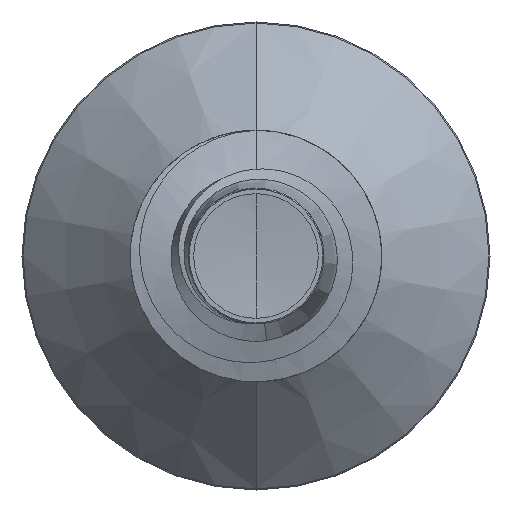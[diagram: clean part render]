
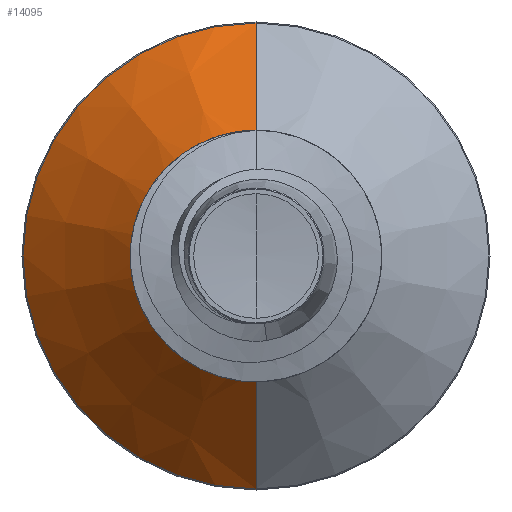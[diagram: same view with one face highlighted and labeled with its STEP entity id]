
A CAD part, front view. The second image highlights one B-rep face of the part: STEP entity #14095.
In plain terms, the highlighted conical face has half-angle 45 degrees and reference radius 2.301 mm.
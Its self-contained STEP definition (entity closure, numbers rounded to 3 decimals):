
#25 = CIRCLE ( 'NONE', #9848, 2.301 ) ;
#933 = AXIS2_PLACEMENT_3D ( 'NONE', #8706, #8662, #8624 ) ;
#1450 = CARTESIAN_POINT ( 'NONE',  ( 0., 7.901, -2.301 ) ) ;
#1659 = VERTEX_POINT ( 'NONE', #6759 ) ;
#1733 = EDGE_CURVE ( 'NONE', #13932, #4956, #10815, .T. ) ;
#1961 = VERTEX_POINT ( 'NONE', #9344 ) ;
#2705 = LINE ( 'NONE', #9345, #8762 ) ;
#4077 = EDGE_LOOP ( 'NONE', ( #10363, #4787, #6486, #8285 ) ) ;
#4787 = ORIENTED_EDGE ( 'NONE', *, *, #11342, .T. ) ;
#4956 = VERTEX_POINT ( 'NONE', #9491 ) ;
#6486 = ORIENTED_EDGE ( 'NONE', *, *, #10812, .T. ) ;
#6560 = CIRCLE ( 'NONE', #933, 4.628 ) ;
#6569 = CARTESIAN_POINT ( 'NONE',  ( 0., 7.901, -2.301 ) ) ;
#6759 = CARTESIAN_POINT ( 'NONE',  ( 0., 10.228, 4.628 ) ) ;
#7260 = DIRECTION ( 'NONE',  ( 0., 0.707, -0.707 ) ) ;
#7752 = CARTESIAN_POINT ( 'NONE',  ( 0., 7.901, 0. ) ) ;
#7755 = DIRECTION ( 'NONE',  ( 0., 1., 0. ) ) ;
#7766 = DIRECTION ( 'NONE',  ( 0., 0., 1. ) ) ;
#7776 = CONICAL_SURFACE ( 'NONE', #11938, 2.301, 0.785 ) ;
#8130 = FACE_OUTER_BOUND ( 'NONE', #4077, .T. ) ;
#8285 = ORIENTED_EDGE ( 'NONE', *, *, #8427, .F. ) ;
#8427 = EDGE_CURVE ( 'NONE', #4956, #1659, #6560, .T. ) ;
#8624 = DIRECTION ( 'NONE',  ( 0., 0., 1. ) ) ;
#8662 = DIRECTION ( 'NONE',  ( 0., 1., 0. ) ) ;
#8706 = CARTESIAN_POINT ( 'NONE',  ( 0., 10.228, 0. ) ) ;
#8762 = VECTOR ( 'NONE', #9382, 1000. ) ;
#9344 = CARTESIAN_POINT ( 'NONE',  ( 0., 7.901, 2.301 ) ) ;
#9345 = CARTESIAN_POINT ( 'NONE',  ( 0., 7.901, 2.301 ) ) ;
#9382 = DIRECTION ( 'NONE',  ( 0., 0.707, 0.707 ) ) ;
#9491 = CARTESIAN_POINT ( 'NONE',  ( 0., 10.228, -4.628 ) ) ;
#9848 = AXIS2_PLACEMENT_3D ( 'NONE', #7752, #7755, #7766 ) ;
#10363 = ORIENTED_EDGE ( 'NONE', *, *, #1733, .F. ) ;
#10523 = VECTOR ( 'NONE', #7260, 1000. ) ;
#10606 = DIRECTION ( 'NONE',  ( 0., 0., 1. ) ) ;
#10651 = CARTESIAN_POINT ( 'NONE',  ( 0., 7.901, 0. ) ) ;
#10661 = DIRECTION ( 'NONE',  ( 0., 1., 0. ) ) ;
#10812 = EDGE_CURVE ( 'NONE', #1961, #1659, #2705, .T. ) ;
#10815 = LINE ( 'NONE', #6569, #10523 ) ;
#11342 = EDGE_CURVE ( 'NONE', #13932, #1961, #25, .T. ) ;
#11938 = AXIS2_PLACEMENT_3D ( 'NONE', #10651, #10661, #10606 ) ;
#13932 = VERTEX_POINT ( 'NONE', #1450 ) ;
#14095 = ADVANCED_FACE ( 'NONE', ( #8130 ), #7776, .T. ) ;
